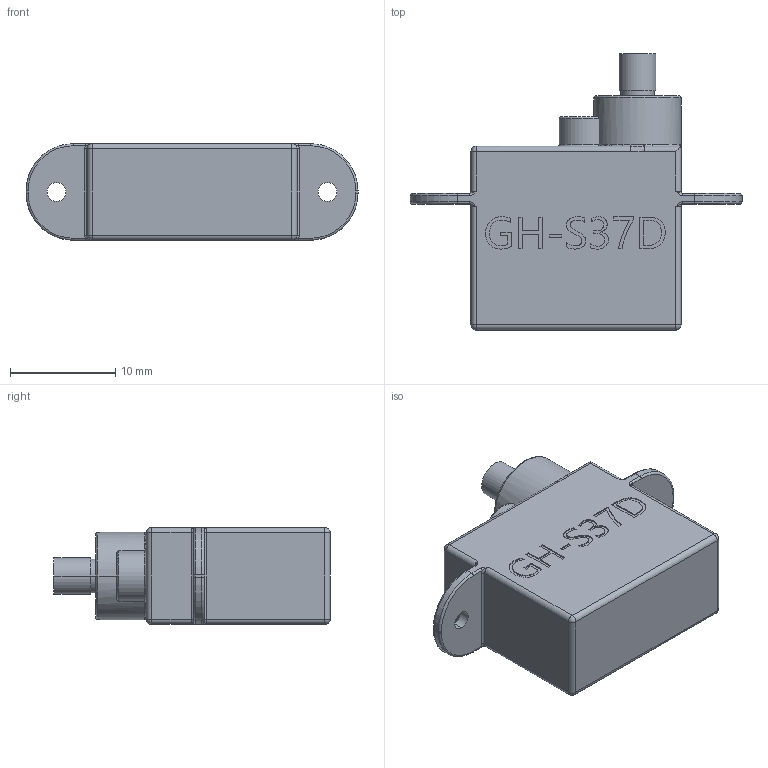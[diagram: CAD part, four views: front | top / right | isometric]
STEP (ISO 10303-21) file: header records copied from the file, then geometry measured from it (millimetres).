
FILE_DESCRIPTION (( 'STEP AP203' ), '1' );
FILE_NAME ('Gh-S37D Servo.STEP', '2022-05-04T11:37:14', ( '' ), ( '' ), 'SwSTEP 2.0', 'SolidWorks 2022', '' );
FILE_SCHEMA (( 'CONFIG_CONTROL_DESIGN' ));
Length unit declared in the file: millimetre
Products named in the file (1): Gh-S37D Servo
Bounding box: 31.6 x 26.3 x 9.2 mm (x, y, z)
Volume: 3611.3 mm3; surface area: 1805.6 mm2
Topology: 1 solids, 1 shells, 210 faces, 528 edges, 316 vertices
Faces by surface type: plane 71, bspline 56, cylinder 52, torus 25, sphere 6
Entity records: 8606 total; most frequent: CARTESIAN_POINT 3905, ORIENTED_EDGE 1024, DIRECTION 851, EDGE_CURVE 512, VERTEX_POINT 316, AXIS2_PLACEMENT_3D 298, VECTOR 255, LINE 255
